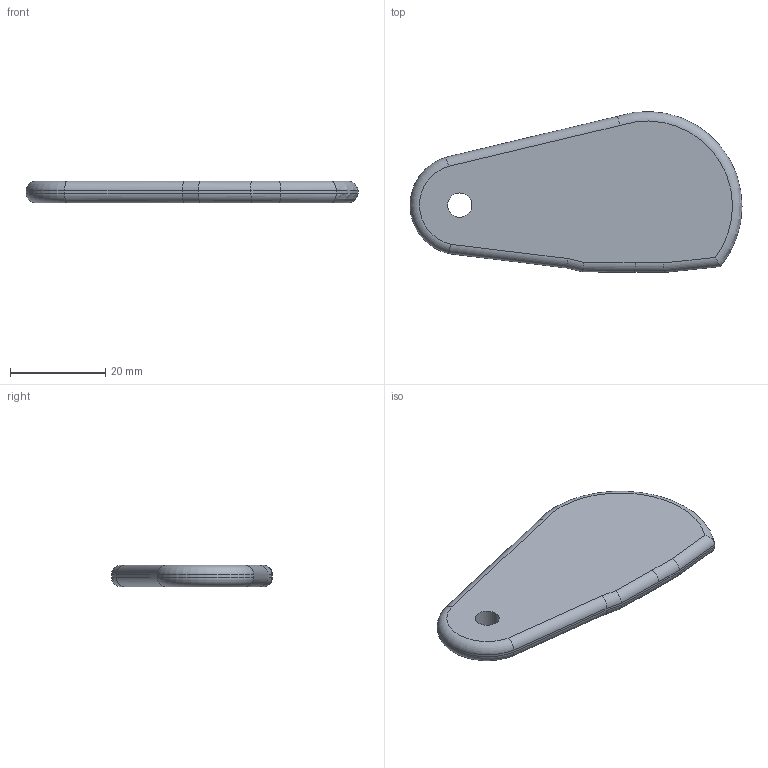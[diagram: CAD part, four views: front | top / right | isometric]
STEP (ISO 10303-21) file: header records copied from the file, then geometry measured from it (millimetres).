
FILE_DESCRIPTION(/* description */ (''),/* implementation_level */ '2;1');
FILE_NAME(/* name */ 'paddle.step',/* time_stamp */ '2025-11-15T12:10:00-05:00',/* author */ (''),/* organization */ (''),/* preprocessor_version */ 'ST-DEVELOPER v20.1',/* originating_system */ 'Autodesk Translation Framework v14.21.0.0',/* authorisation */ '');
FILE_SCHEMA (('AUTOMOTIVE_DESIGN { 1 0 10303 214 3 1 1 }'));
Length unit declared in the file: centimetre
Products named in the file (1): 2025-11-15-12-10-00-248
Bounding box: 69.82 x 33.85 x 4.5 mm (x, y, z)
Volume: 7911.9 mm3; surface area: 4198.3 mm2
Topology: 1 solids, 1 shells, 30 faces, 64 edges, 36 vertices
Faces by surface type: cylinder 16, plane 8, torus 4, sphere 2
Full cylindrical faces by diameter (mm): 5.1 x1
Entity records: 929 total; most frequent: CARTESIAN_POINT 249, DIRECTION 140, ORIENTED_EDGE 128, EDGE_CURVE 64, AXIS2_PLACEMENT_3D 53, VERTEX_POINT 36, LINE 34, VECTOR 34
